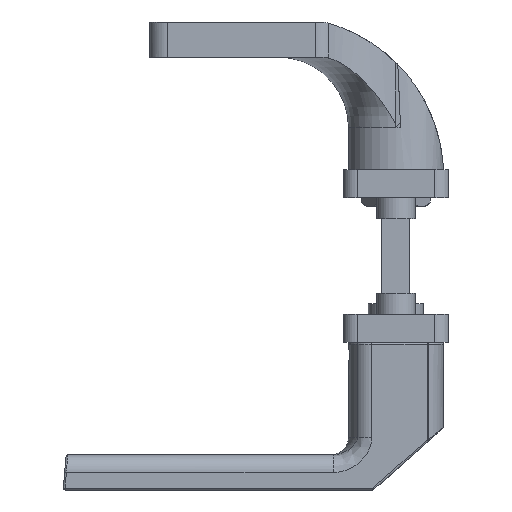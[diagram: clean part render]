
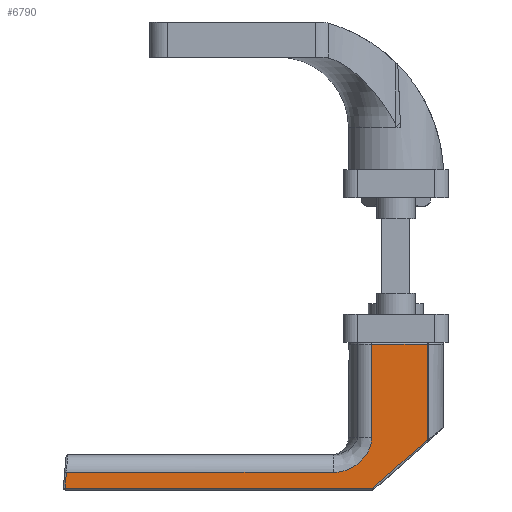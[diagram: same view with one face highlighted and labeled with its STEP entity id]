
A CAD part, front view. The second image highlights one B-rep face of the part: STEP entity #6790.
In plain terms, the highlighted face is planar.
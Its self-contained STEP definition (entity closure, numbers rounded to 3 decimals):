
#356 = ORIENTED_EDGE ( 'NONE', *, *, #7027, .T. ) ;
#368 = EDGE_CURVE ( 'NONE', #540, #1175, #4149, .T. ) ;
#418 = CARTESIAN_POINT ( 'NONE',  ( 94.118, 10., -0.043 ) ) ;
#420 = CARTESIAN_POINT ( 'NONE',  ( 6.874, 10., 15. ) ) ;
#494 = CARTESIAN_POINT ( 'NONE',  ( 93.681, 10., 5. ) ) ;
#495 = EDGE_CURVE ( 'NONE', #6820, #3794, #5437, .T. ) ;
#540 = VERTEX_POINT ( 'NONE', #2910 ) ;
#541 = EDGE_CURVE ( 'NONE', #3794, #4514, #7456, .T. ) ;
#568 = CARTESIAN_POINT ( 'NONE',  ( 17.125, 10., 5. ) ) ;
#615 = DIRECTION ( 'NONE',  ( -1., 0., 0. ) ) ;
#662 = DIRECTION ( 'NONE',  ( 1., 0., 0. ) ) ;
#813 = CARTESIAN_POINT ( 'NONE',  ( 6.874, 10., 42. ) ) ;
#897 = VERTEX_POINT ( 'NONE', #1426 ) ;
#913 = DIRECTION ( 'NONE',  ( 0., -1., 0. ) ) ;
#990 = CARTESIAN_POINT ( 'NONE',  ( 9.371, 10., 8.809 ) ) ;
#1027 = CARTESIAN_POINT ( 'NONE',  ( 15.446, 10., 5.254 ) ) ;
#1105 = CARTESIAN_POINT ( 'NONE',  ( 8.538, 10., 9.897 ) ) ;
#1174 = DIRECTION ( 'NONE',  ( 0., 0., 1. ) ) ;
#1175 = VERTEX_POINT ( 'NONE', #3086 ) ;
#1294 = LINE ( 'NONE', #6973, #4086 ) ;
#1426 = CARTESIAN_POINT ( 'NONE',  ( 6.874, 10., 41.5 ) ) ;
#1569 = CARTESIAN_POINT ( 'NONE',  ( 8.737, 10., 9.617 ) ) ;
#1598 = CARTESIAN_POINT ( 'NONE',  ( 17.812, 10., 5. ) ) ;
#1606 = CARTESIAN_POINT ( 'NONE',  ( 7.556, 10., 11.683 ) ) ;
#1651 = CARTESIAN_POINT ( 'NONE',  ( 7.694, 10., 11.372 ) ) ;
#1688 = CARTESIAN_POINT ( 'NONE',  ( 11.413, 10., 7.006 ) ) ;
#1724 = ORIENTED_EDGE ( 'NONE', *, *, #5028, .T. ) ;
#1923 = LINE ( 'NONE', #6443, #1967 ) ;
#1943 = ORIENTED_EDGE ( 'NONE', *, *, #495, .T. ) ;
#1967 = VECTOR ( 'NONE', #615, 1000. ) ;
#2061 = FACE_OUTER_BOUND ( 'NONE', #6235, .T. ) ;
#2232 = VECTOR ( 'NONE', #4077, 1000. ) ;
#2258 = DIRECTION ( 'NONE',  ( 0.086, 0., -0.996 ) ) ;
#2292 = CARTESIAN_POINT ( 'NONE',  ( 14.456, 10., 5.522 ) ) ;
#2385 = VERTEX_POINT ( 'NONE', #420 ) ;
#2471 = CARTESIAN_POINT ( 'NONE',  ( 93.748, 10., 5. ) ) ;
#2538 = CARTESIAN_POINT ( 'NONE',  ( 6.874, 10., 41.5 ) ) ;
#2570 = VECTOR ( 'NONE', #5570, 1000. ) ;
#2644 = DIRECTION ( 'NONE',  ( 1., 0., 0. ) ) ;
#2746 = CARTESIAN_POINT ( 'NONE',  ( -8.874, 10., 41.5 ) ) ;
#2748 = CARTESIAN_POINT ( 'NONE',  ( 9.839, 10., 8.316 ) ) ;
#2910 = CARTESIAN_POINT ( 'NONE',  ( 6.582, 10., 0.5 ) ) ;
#2920 = CARTESIAN_POINT ( 'NONE',  ( 94.071, 10., 0.5 ) ) ;
#3086 = CARTESIAN_POINT ( 'NONE',  ( -8.874, 10., 14.256 ) ) ;
#3238 = DIRECTION ( 'NONE',  ( 1., 0., 0. ) ) ;
#3431 = CARTESIAN_POINT ( 'NONE',  ( 10.857, 10., 7.416 ) ) ;
#3471 = CARTESIAN_POINT ( 'NONE',  ( 6.961, 10., 13.639 ) ) ;
#3530 = B_SPLINE_CURVE_WITH_KNOTS ( 'NONE', 3,
 ( #6316, #4660, #3471, #7498, #5753, #1606, #1651, #6283, #5642, #1105, #1569, #990, #2748, #3431, #1688, #5789, #6242, #3934, #2292, #4624, #1027, #4499, #568, #6939 ),
 .UNSPECIFIED., .F., .F.,
 ( 4, 2, 2, 2, 2, 2, 2, 2, 2, 2, 2, 4 ),
 ( 0., 0.002, 0.003, 0.004, 0.005, 0.006, 0.008, 0.01, 0.012, 0.013, 0.014, 0.016 ),
 .UNSPECIFIED. ) ;
#3611 = VECTOR ( 'NONE', #662, 1000. ) ;
#3752 = LINE ( 'NONE', #813, #2570 ) ;
#3794 = VERTEX_POINT ( 'NONE', #494 ) ;
#3934 = CARTESIAN_POINT ( 'NONE',  ( 14.131, 10., 5.631 ) ) ;
#4077 = DIRECTION ( 'NONE',  ( -0.747, 0., 0.665 ) ) ;
#4086 = VECTOR ( 'NONE', #1174, 1000. ) ;
#4124 = ORIENTED_EDGE ( 'NONE', *, *, #4702, .T. ) ;
#4149 = LINE ( 'NONE', #6924, #2232 ) ;
#4499 = CARTESIAN_POINT ( 'NONE',  ( 16.448, 10., 5.065 ) ) ;
#4514 = VERTEX_POINT ( 'NONE', #2920 ) ;
#4588 = VECTOR ( 'NONE', #2644, 1000. ) ;
#4624 = CARTESIAN_POINT ( 'NONE',  ( 15.115, 10., 5.333 ) ) ;
#4660 = CARTESIAN_POINT ( 'NONE',  ( 6.874, 10., 14.312 ) ) ;
#4702 = EDGE_CURVE ( 'NONE', #7244, #897, #4746, .T. ) ;
#4746 = LINE ( 'NONE', #2538, #3611 ) ;
#5028 = EDGE_CURVE ( 'NONE', #4514, #540, #1923, .T. ) ;
#5225 = EDGE_CURVE ( 'NONE', #897, #2385, #3752, .T. ) ;
#5353 = EDGE_CURVE ( 'NONE', #2385, #6820, #3530, .T. ) ;
#5437 = LINE ( 'NONE', #2471, #4588 ) ;
#5523 = PLANE ( 'NONE',  #5774 ) ;
#5570 = DIRECTION ( 'NONE',  ( 0., 0., -1. ) ) ;
#5642 = CARTESIAN_POINT ( 'NONE',  ( 8.171, 10., 10.47 ) ) ;
#5753 = CARTESIAN_POINT ( 'NONE',  ( 7.313, 10., 12.325 ) ) ;
#5774 = AXIS2_PLACEMENT_3D ( 'NONE', #6122, #913, #3238 ) ;
#5789 = CARTESIAN_POINT ( 'NONE',  ( 12.574, 10., 6.299 ) ) ;
#6122 = CARTESIAN_POINT ( 'NONE',  ( -105.931, 10., 42. ) ) ;
#6215 = ORIENTED_EDGE ( 'NONE', *, *, #541, .T. ) ;
#6235 = EDGE_LOOP ( 'NONE', ( #356, #4124, #6533, #7351, #1943, #6215, #1724, #6643 ) ) ;
#6242 = CARTESIAN_POINT ( 'NONE',  ( 13.18, 10., 5.999 ) ) ;
#6283 = CARTESIAN_POINT ( 'NONE',  ( 8.002, 10., 10.765 ) ) ;
#6316 = CARTESIAN_POINT ( 'NONE',  ( 6.874, 10., 15. ) ) ;
#6443 = CARTESIAN_POINT ( 'NONE',  ( -105.931, 10., 0.5 ) ) ;
#6533 = ORIENTED_EDGE ( 'NONE', *, *, #5225, .T. ) ;
#6643 = ORIENTED_EDGE ( 'NONE', *, *, #368, .T. ) ;
#6790 = ADVANCED_FACE ( 'NONE', ( #2061 ), #5523, .F. ) ;
#6820 = VERTEX_POINT ( 'NONE', #1598 ) ;
#6924 = CARTESIAN_POINT ( 'NONE',  ( -76.81, 10., 74.72 ) ) ;
#6939 = CARTESIAN_POINT ( 'NONE',  ( 17.812, 10., 5. ) ) ;
#6973 = CARTESIAN_POINT ( 'NONE',  ( -8.874, 10., 42. ) ) ;
#7027 = EDGE_CURVE ( 'NONE', #1175, #7244, #1294, .T. ) ;
#7128 = VECTOR ( 'NONE', #2258, 1000. ) ;
#7244 = VERTEX_POINT ( 'NONE', #2746 ) ;
#7351 = ORIENTED_EDGE ( 'NONE', *, *, #5353, .T. ) ;
#7456 = LINE ( 'NONE', #418, #7128 ) ;
#7498 = CARTESIAN_POINT ( 'NONE',  ( 7.21, 10., 12.652 ) ) ;
